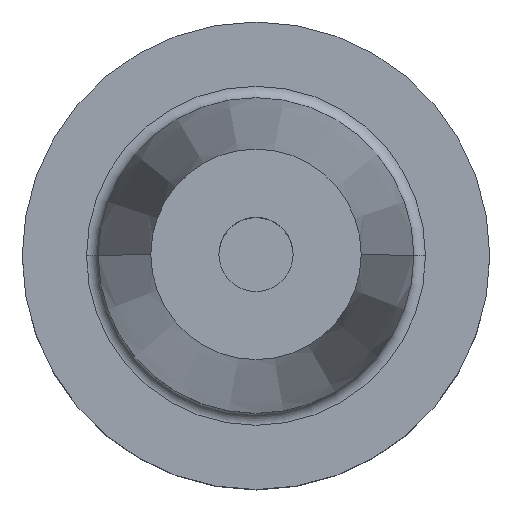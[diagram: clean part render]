
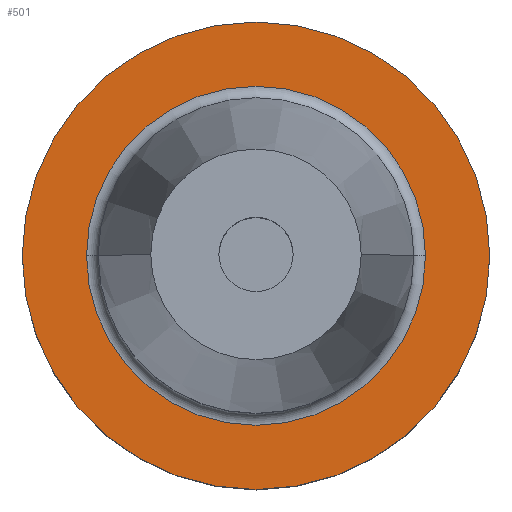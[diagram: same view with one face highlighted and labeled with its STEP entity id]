
A CAD part, top view. The second image highlights one B-rep face of the part: STEP entity #501.
In plain terms, the highlighted planar face has unit normal (0, 0, 1).
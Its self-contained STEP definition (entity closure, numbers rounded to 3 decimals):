
#10 = VERTEX_POINT ( 'NONE', #884 ) ;
#82 = VERTEX_POINT ( 'NONE', #213 ) ;
#90 = DIRECTION ( 'NONE',  ( 0., 0., -1. ) ) ;
#141 = AXIS2_PLACEMENT_3D ( 'NONE', #861, #277, #955 ) ;
#142 = CIRCLE ( 'NONE', #1026, 14.5 ) ;
#147 = DIRECTION ( 'NONE',  ( 0., 0., -1. ) ) ;
#148 = ORIENTED_EDGE ( 'NONE', *, *, #647, .F. ) ;
#182 = ORIENTED_EDGE ( 'NONE', *, *, #394, .T. ) ;
#213 = CARTESIAN_POINT ( 'NONE',  ( 20., 0., 20. ) ) ;
#249 = CARTESIAN_POINT ( 'NONE',  ( 0., 20., 20. ) ) ;
#255 = VERTEX_POINT ( 'NONE', #594 ) ;
#277 = DIRECTION ( 'NONE',  ( 0., 0., -1. ) ) ;
#342 = CARTESIAN_POINT ( 'NONE',  ( 0., 0., 20. ) ) ;
#394 = EDGE_CURVE ( 'NONE', #255, #10, #1123, .T. ) ;
#401 = AXIS2_PLACEMENT_3D ( 'NONE', #249, #1137, #532 ) ;
#423 = EDGE_CURVE ( 'NONE', #10, #255, #142, .T. ) ;
#437 = DIRECTION ( 'NONE',  ( -1., 0., 0. ) ) ;
#501 = ADVANCED_FACE ( 'NONE', ( #1247, #720 ), #1231, .F. ) ;
#518 = EDGE_LOOP ( 'NONE', ( #1018, #148 ) ) ;
#532 = DIRECTION ( 'NONE',  ( -1., 0., 0. ) ) ;
#594 = CARTESIAN_POINT ( 'NONE',  ( -14.5, 0., 20. ) ) ;
#647 = EDGE_CURVE ( 'NONE', #82, #1132, #1243, .T. ) ;
#661 = CARTESIAN_POINT ( 'NONE',  ( 0., 0., 20. ) ) ;
#713 = CARTESIAN_POINT ( 'NONE',  ( 0., 0., 20. ) ) ;
#720 = FACE_OUTER_BOUND ( 'NONE', #518, .T. ) ;
#758 = DIRECTION ( 'NONE',  ( -1., 0., 0. ) ) ;
#812 = DIRECTION ( 'NONE',  ( -1., 0., 0. ) ) ;
#821 = AXIS2_PLACEMENT_3D ( 'NONE', #661, #90, #758 ) ;
#823 = ORIENTED_EDGE ( 'NONE', *, *, #423, .T. ) ;
#861 = CARTESIAN_POINT ( 'NONE',  ( 0., 0., 20. ) ) ;
#871 = EDGE_LOOP ( 'NONE', ( #182, #823 ) ) ;
#884 = CARTESIAN_POINT ( 'NONE',  ( 14.5, 0., 20. ) ) ;
#955 = DIRECTION ( 'NONE',  ( -1., 0., 0. ) ) ;
#965 = CIRCLE ( 'NONE', #1242, 20. ) ;
#1018 = ORIENTED_EDGE ( 'NONE', *, *, #1236, .F. ) ;
#1026 = AXIS2_PLACEMENT_3D ( 'NONE', #342, #1031, #437 ) ;
#1031 = DIRECTION ( 'NONE',  ( 0., 0., -1. ) ) ;
#1088 = CARTESIAN_POINT ( 'NONE',  ( -20., 0., 20. ) ) ;
#1123 = CIRCLE ( 'NONE', #821, 14.5 ) ;
#1132 = VERTEX_POINT ( 'NONE', #1088 ) ;
#1137 = DIRECTION ( 'NONE',  ( 0., 0., -1. ) ) ;
#1231 = PLANE ( 'NONE',  #401 ) ;
#1236 = EDGE_CURVE ( 'NONE', #1132, #82, #965, .T. ) ;
#1242 = AXIS2_PLACEMENT_3D ( 'NONE', #713, #147, #812 ) ;
#1243 = CIRCLE ( 'NONE', #141, 20. ) ;
#1247 = FACE_BOUND ( 'NONE', #871, .T. ) ;
